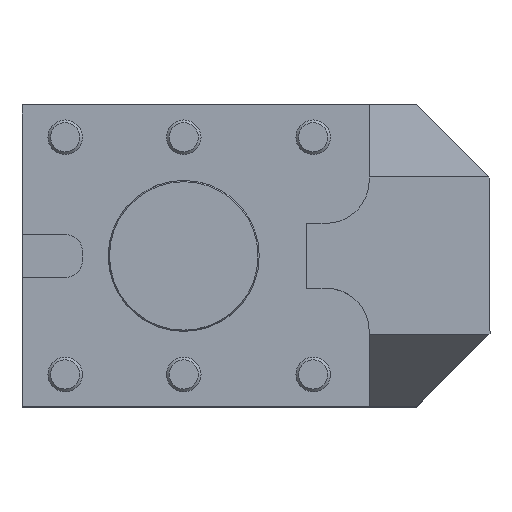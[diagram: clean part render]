
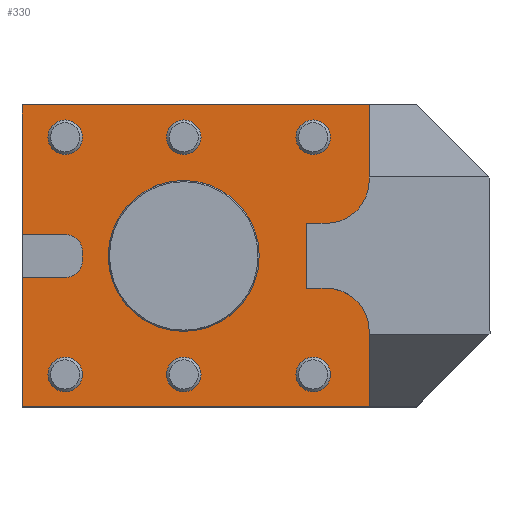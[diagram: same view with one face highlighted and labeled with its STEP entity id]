
A CAD part, top view. The second image highlights one B-rep face of the part: STEP entity #330.
In plain terms, the highlighted planar face has unit normal (0, 0, 1).
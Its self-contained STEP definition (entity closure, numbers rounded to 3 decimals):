
#67=LINE('',#1777,#145);
#68=LINE('',#1780,#146);
#69=LINE('',#1782,#147);
#70=LINE('',#1784,#148);
#71=LINE('',#1788,#149);
#72=LINE('',#1790,#150);
#73=LINE('',#1792,#151);
#74=LINE('',#1796,#152);
#75=LINE('',#1798,#153);
#76=LINE('',#1800,#154);
#77=LINE('',#1802,#155);
#78=LINE('',#1806,#156);
#145=VECTOR('',#1425,1.);
#146=VECTOR('',#1426,1.);
#147=VECTOR('',#1427,1.);
#148=VECTOR('',#1428,1.);
#149=VECTOR('',#1431,1.);
#150=VECTOR('',#1432,1.);
#151=VECTOR('',#1433,1.);
#152=VECTOR('',#1436,1.);
#153=VECTOR('',#1437,1.);
#154=VECTOR('',#1438,1.);
#155=VECTOR('',#1439,1.);
#156=VECTOR('',#1442,1.);
#221=PLANE('',#1196);
#330=ADVANCED_FACE('',(#412,#413,#414,#415,#416,#417,#418,#419),#221,.F.);
#412=FACE_BOUND('',#483,.T.);
#413=FACE_BOUND('',#484,.T.);
#414=FACE_BOUND('',#485,.T.);
#415=FACE_BOUND('',#486,.T.);
#416=FACE_BOUND('',#487,.T.);
#417=FACE_BOUND('',#488,.T.);
#418=FACE_BOUND('',#489,.T.);
#419=FACE_BOUND('',#490,.T.);
#483=EDGE_LOOP('',(#634,#635,#636,#637,#638,#639,#640,#641,#642,#643,#644,
#645,#646,#647,#648,#649));
#484=EDGE_LOOP('',(#650));
#485=EDGE_LOOP('',(#651));
#486=EDGE_LOOP('',(#652));
#487=EDGE_LOOP('',(#653));
#488=EDGE_LOOP('',(#654));
#489=EDGE_LOOP('',(#655));
#490=EDGE_LOOP('',(#656));
#634=ORIENTED_EDGE('',*,*,#947,.T.);
#635=ORIENTED_EDGE('',*,*,#948,.F.);
#636=ORIENTED_EDGE('',*,*,#949,.F.);
#637=ORIENTED_EDGE('',*,*,#950,.T.);
#638=ORIENTED_EDGE('',*,*,#951,.T.);
#639=ORIENTED_EDGE('',*,*,#952,.T.);
#640=ORIENTED_EDGE('',*,*,#953,.T.);
#641=ORIENTED_EDGE('',*,*,#954,.T.);
#642=ORIENTED_EDGE('',*,*,#955,.T.);
#643=ORIENTED_EDGE('',*,*,#956,.T.);
#644=ORIENTED_EDGE('',*,*,#957,.F.);
#645=ORIENTED_EDGE('',*,*,#958,.F.);
#646=ORIENTED_EDGE('',*,*,#959,.T.);
#647=ORIENTED_EDGE('',*,*,#960,.F.);
#648=ORIENTED_EDGE('',*,*,#961,.T.);
#649=ORIENTED_EDGE('',*,*,#962,.F.);
#650=ORIENTED_EDGE('',*,*,#927,.T.);
#651=ORIENTED_EDGE('',*,*,#930,.T.);
#652=ORIENTED_EDGE('',*,*,#933,.T.);
#653=ORIENTED_EDGE('',*,*,#936,.T.);
#654=ORIENTED_EDGE('',*,*,#939,.T.);
#655=ORIENTED_EDGE('',*,*,#942,.T.);
#656=ORIENTED_EDGE('',*,*,#945,.T.);
#817=VERTEX_POINT('',#1718);
#820=VERTEX_POINT('',#1727);
#823=VERTEX_POINT('',#1736);
#826=VERTEX_POINT('',#1745);
#829=VERTEX_POINT('',#1754);
#832=VERTEX_POINT('',#1763);
#835=VERTEX_POINT('',#1772);
#837=VERTEX_POINT('',#1778);
#838=VERTEX_POINT('',#1779);
#839=VERTEX_POINT('',#1781);
#840=VERTEX_POINT('',#1783);
#841=VERTEX_POINT('',#1785);
#842=VERTEX_POINT('',#1787);
#843=VERTEX_POINT('',#1789);
#844=VERTEX_POINT('',#1791);
#845=VERTEX_POINT('',#1793);
#846=VERTEX_POINT('',#1795);
#847=VERTEX_POINT('',#1797);
#848=VERTEX_POINT('',#1799);
#849=VERTEX_POINT('',#1801);
#850=VERTEX_POINT('',#1803);
#851=VERTEX_POINT('',#1805);
#852=VERTEX_POINT('',#1807);
#927=EDGE_CURVE('',#817,#817,#1044,.T.);
#930=EDGE_CURVE('',#820,#820,#1047,.T.);
#933=EDGE_CURVE('',#823,#823,#1050,.T.);
#936=EDGE_CURVE('',#826,#826,#1053,.T.);
#939=EDGE_CURVE('',#829,#829,#1056,.T.);
#942=EDGE_CURVE('',#832,#832,#1059,.T.);
#945=EDGE_CURVE('',#835,#835,#1062,.T.);
#947=EDGE_CURVE('',#837,#838,#67,.T.);
#948=EDGE_CURVE('',#839,#838,#68,.T.);
#949=EDGE_CURVE('',#840,#839,#69,.T.);
#950=EDGE_CURVE('',#840,#841,#70,.T.);
#951=EDGE_CURVE('',#841,#842,#1064,.T.);
#952=EDGE_CURVE('',#842,#843,#71,.T.);
#953=EDGE_CURVE('',#843,#844,#72,.T.);
#954=EDGE_CURVE('',#844,#845,#73,.T.);
#955=EDGE_CURVE('',#845,#846,#1065,.T.);
#956=EDGE_CURVE('',#846,#847,#74,.T.);
#957=EDGE_CURVE('',#848,#847,#75,.T.);
#958=EDGE_CURVE('',#849,#848,#76,.T.);
#959=EDGE_CURVE('',#849,#850,#77,.T.);
#960=EDGE_CURVE('',#851,#850,#1066,.T.);
#961=EDGE_CURVE('',#851,#852,#78,.T.);
#962=EDGE_CURVE('',#837,#852,#1067,.T.);
#1044=CIRCLE('',#1152,8.);
#1047=CIRCLE('',#1158,8.);
#1050=CIRCLE('',#1164,8.);
#1053=CIRCLE('',#1170,8.);
#1056=CIRCLE('',#1176,8.);
#1059=CIRCLE('',#1182,8.);
#1062=CIRCLE('',#1188,35.);
#1064=CIRCLE('',#1192,20.);
#1065=CIRCLE('',#1193,20.);
#1066=CIRCLE('',#1194,8.);
#1067=CIRCLE('',#1195,8.);
#1152=AXIS2_PLACEMENT_3D('',#1717,#1345,#1346);
#1158=AXIS2_PLACEMENT_3D('',#1726,#1357,#1358);
#1164=AXIS2_PLACEMENT_3D('',#1735,#1369,#1370);
#1170=AXIS2_PLACEMENT_3D('',#1744,#1381,#1382);
#1176=AXIS2_PLACEMENT_3D('',#1753,#1393,#1394);
#1182=AXIS2_PLACEMENT_3D('',#1762,#1405,#1406);
#1188=AXIS2_PLACEMENT_3D('',#1771,#1417,#1418);
#1192=AXIS2_PLACEMENT_3D('',#1786,#1429,#1430);
#1193=AXIS2_PLACEMENT_3D('',#1794,#1434,#1435);
#1194=AXIS2_PLACEMENT_3D('',#1804,#1440,#1441);
#1195=AXIS2_PLACEMENT_3D('',#1808,#1443,#1444);
#1196=AXIS2_PLACEMENT_3D('',#1809,#1445,#1446);
#1345=DIRECTION('',(0.,0.,-1.));
#1346=DIRECTION('',(0.,-1.,0.));
#1357=DIRECTION('',(0.,0.,-1.));
#1358=DIRECTION('',(0.,-1.,0.));
#1369=DIRECTION('',(0.,0.,-1.));
#1370=DIRECTION('',(0.,-1.,0.));
#1381=DIRECTION('',(0.,0.,-1.));
#1382=DIRECTION('',(0.,-1.,0.));
#1393=DIRECTION('',(0.,0.,-1.));
#1394=DIRECTION('',(0.,-1.,0.));
#1405=DIRECTION('',(0.,0.,-1.));
#1406=DIRECTION('',(-1.,0.,0.));
#1417=DIRECTION('',(0.,0.,-1.));
#1418=DIRECTION('',(0.,-1.,0.));
#1425=DIRECTION('',(-1.,0.,0.));
#1426=DIRECTION('',(0.,1.,0.));
#1427=DIRECTION('',(-1.,0.,0.));
#1428=DIRECTION('',(0.,1.,0.));
#1429=DIRECTION('',(0.,0.,1.));
#1430=DIRECTION('',(0.707,0.707,0.));
#1431=DIRECTION('',(-1.,0.,0.));
#1432=DIRECTION('',(0.,1.,0.));
#1433=DIRECTION('',(1.,0.,0.));
#1434=DIRECTION('',(0.,0.,1.));
#1435=DIRECTION('',(0.707,-0.707,0.));
#1436=DIRECTION('',(0.,1.,0.));
#1437=DIRECTION('',(1.,0.,0.));
#1438=DIRECTION('',(0.,1.,0.));
#1439=DIRECTION('',(1.,0.,0.));
#1440=DIRECTION('',(0.,0.,1.));
#1441=DIRECTION('',(0.707,0.707,0.));
#1442=DIRECTION('',(0.,-1.,0.));
#1443=DIRECTION('',(0.,0.,1.));
#1444=DIRECTION('',(0.707,-0.707,0.));
#1445=DIRECTION('',(0.,0.,-1.));
#1446=DIRECTION('',(-1.,0.,0.));
#1717=CARTESIAN_POINT('',(0.,-55.,0.));
#1718=CARTESIAN_POINT('',(0.,-63.,0.));
#1726=CARTESIAN_POINT('',(-55.,-55.,0.));
#1727=CARTESIAN_POINT('',(-55.,-63.,0.));
#1735=CARTESIAN_POINT('',(0.,55.,0.));
#1736=CARTESIAN_POINT('',(0.,47.,0.));
#1744=CARTESIAN_POINT('',(60.,55.,0.));
#1745=CARTESIAN_POINT('',(60.,47.,0.));
#1753=CARTESIAN_POINT('',(60.,-55.,0.));
#1754=CARTESIAN_POINT('',(60.,-63.,0.));
#1762=CARTESIAN_POINT('',(-55.,55.,0.));
#1763=CARTESIAN_POINT('',(-63.,55.,0.));
#1771=CARTESIAN_POINT('',(0.,0.,0.));
#1772=CARTESIAN_POINT('',(0.,-35.,0.));
#1777=CARTESIAN_POINT('',(-55.,-10.,0.));
#1778=CARTESIAN_POINT('',(-55.,-10.,0.));
#1779=CARTESIAN_POINT('',(-75.,-10.,0.));
#1780=CARTESIAN_POINT('',(-75.,-70.,0.));
#1781=CARTESIAN_POINT('',(-75.,-70.,0.));
#1782=CARTESIAN_POINT('',(86.,-70.,0.));
#1783=CARTESIAN_POINT('',(86.,-70.,0.));
#1784=CARTESIAN_POINT('',(86.,-70.,0.));
#1785=CARTESIAN_POINT('',(86.,-35.,0.));
#1786=CARTESIAN_POINT('',(66.,-35.,0.));
#1787=CARTESIAN_POINT('',(66.,-15.,0.));
#1788=CARTESIAN_POINT('',(66.,-15.,0.));
#1789=CARTESIAN_POINT('',(57.,-15.,0.));
#1790=CARTESIAN_POINT('',(57.,-15.,0.));
#1791=CARTESIAN_POINT('',(57.,15.,0.));
#1792=CARTESIAN_POINT('',(57.,15.,0.));
#1793=CARTESIAN_POINT('',(66.,15.,0.));
#1794=CARTESIAN_POINT('',(66.,35.,0.));
#1795=CARTESIAN_POINT('',(86.,35.,0.));
#1796=CARTESIAN_POINT('',(86.,35.,0.));
#1797=CARTESIAN_POINT('',(86.,70.,0.));
#1798=CARTESIAN_POINT('',(-75.,70.,0.));
#1799=CARTESIAN_POINT('',(-75.,70.,0.));
#1800=CARTESIAN_POINT('',(-75.,10.,0.));
#1801=CARTESIAN_POINT('',(-75.,10.,0.));
#1802=CARTESIAN_POINT('',(-75.,10.,0.));
#1803=CARTESIAN_POINT('',(-55.,10.,0.));
#1804=CARTESIAN_POINT('',(-55.,2.,0.));
#1805=CARTESIAN_POINT('',(-47.,2.,0.));
#1806=CARTESIAN_POINT('',(-47.,2.,0.));
#1807=CARTESIAN_POINT('',(-47.,-2.,0.));
#1808=CARTESIAN_POINT('',(-55.,-2.,0.));
#1809=CARTESIAN_POINT('',(9.982,0.,0.));
